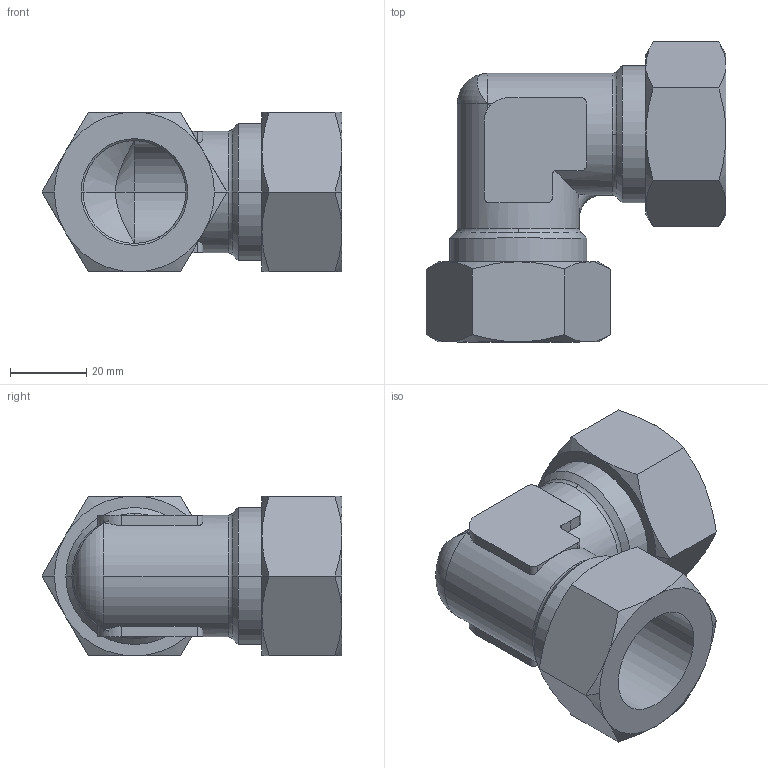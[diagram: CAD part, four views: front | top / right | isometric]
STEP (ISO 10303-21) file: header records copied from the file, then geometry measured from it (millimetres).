
FILE_DESCRIPTION(('STEP AP214'),'1');
FILE_NAME('0102_28_00.stp','2016-07-07T14:21:11',('TraceParts'),('TraceParts S.A.'),'Spatial InterOp 3D',' ',' ');
FILE_SCHEMA(('automotive_design'));
Length unit declared in the file: millimetre
Products named in the file (1): 1
Bounding box: 78.75 x 78.75 x 42 mm (x, y, z)
Volume: 59557 mm3; surface area: 25227.1 mm2
Topology: 1 solids, 1 shells, 132 faces, 315 edges, 187 vertices
Faces by surface type: cone 44, plane 41, cylinder 40, torus 7
Entity records: 4239 total; most frequent: CARTESIAN_POINT 1299, ORIENTED_EDGE 630, DIRECTION 620, EDGE_CURVE 315, AXIS2_PLACEMENT_3D 254, VERTEX_POINT 187, EDGE_LOOP 136, ADVANCED_FACE 132
